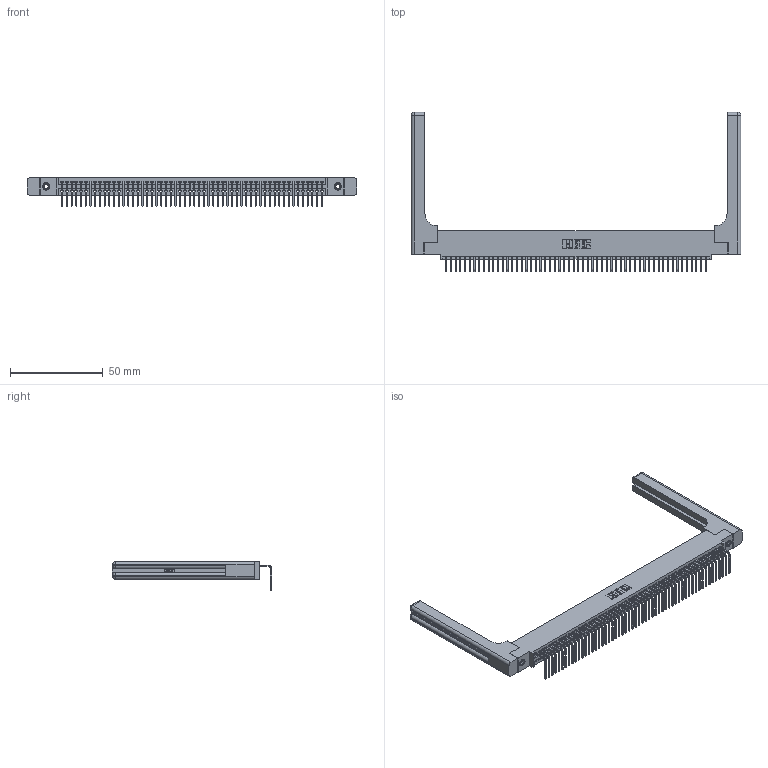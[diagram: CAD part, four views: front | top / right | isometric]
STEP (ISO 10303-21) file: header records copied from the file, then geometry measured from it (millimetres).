
FILE_DESCRIPTION (( 'STEP AP203' ), '1' );
FILE_NAME ('395-056-558-458.STEP', '2019-10-11T15:16:32', ( '' ), ( '' ), 'SwSTEP 2.0', 'SolidWorks 2016', '' );
FILE_SCHEMA (( 'CONFIG_CONTROL_DESIGN' ));
Length unit declared in the file: inch
Products named in the file (5): 395-056-558-458; 345 Part_0.110 Offset - 0.156 Dia-TH; 345-292-001_558 Tail - 2; 345-250-001_345-250-001-102; 345-220-058_345-220-058
Assembly tree (61 placements, depth 2):
  395-056-558-458
    345 Part_0.110 Offset - 0.156 Dia-TH
    345-292-001_558 Tail - 2  x56
    345-250-001_345-250-001-102  x2
    345-220-058_345-220-058  x2
Bounding box: 177.27 x 85.59 x 15.37 mm (x, y, z)
Volume: 25569.8 mm3; surface area: 29351.7 mm2
Topology: 61 solids, 61 shells, 3746 faces, 11211 edges, 7378 vertices
Faces by surface type: plane 2584, cylinder 1102, bspline 36, cone 12, sphere 8, torus 4
Entity records: 45660 total; most frequent: CARTESIAN_POINT 8881, ORIENTED_EDGE 7668, DIRECTION 6682, EDGE_CURVE 3834, LINE 3386, VECTOR 3386, VERTEX_POINT 2546, AXIS2_PLACEMENT_3D 1648
